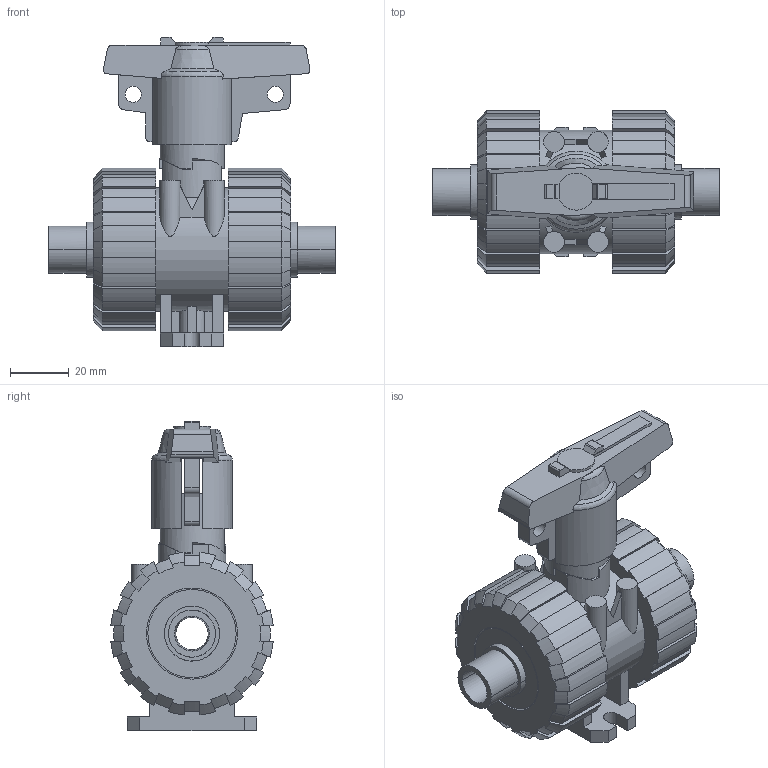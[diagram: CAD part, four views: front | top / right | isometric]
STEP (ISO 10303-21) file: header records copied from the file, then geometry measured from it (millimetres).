
FILE_DESCRIPTION((''),'2;1');
FILE_NAME('PV10053G016.stp','2022-02-16T13:54:43',('RL'),(''),'Autodesk Inventor 2012','Autodesk Inventor 2012','');
FILE_SCHEMA(('AUTOMOTIVE_DESIGN { 1 0 10303 214 1 1 1 1 }'));
Length unit declared in the file: millimetre
Products named in the file (1): PV10053G016
Bounding box: 97.5 x 55.24 x 105.17 mm (x, y, z)
Volume: 159902.2 mm3; surface area: 55638.6 mm2
Topology: 6 solids, 6 shells, 422 faces, 1206 edges, 804 vertices
Faces by surface type: plane 213, cylinder 101, cone 76, bspline 24, torus 8
Full cylindrical faces by diameter (mm): 5.5 x2, 7 x4, 15 x1, 22 x1, 31 x2, 41.97 x3
Entity records: 15236 total; most frequent: CARTESIAN_POINT 4507, ORIENTED_EDGE 2368, DIRECTION 2100, EDGE_CURVE 1184, VERTEX_POINT 796, AXIS2_PLACEMENT_3D 746, VECTOR 608, LINE 608
